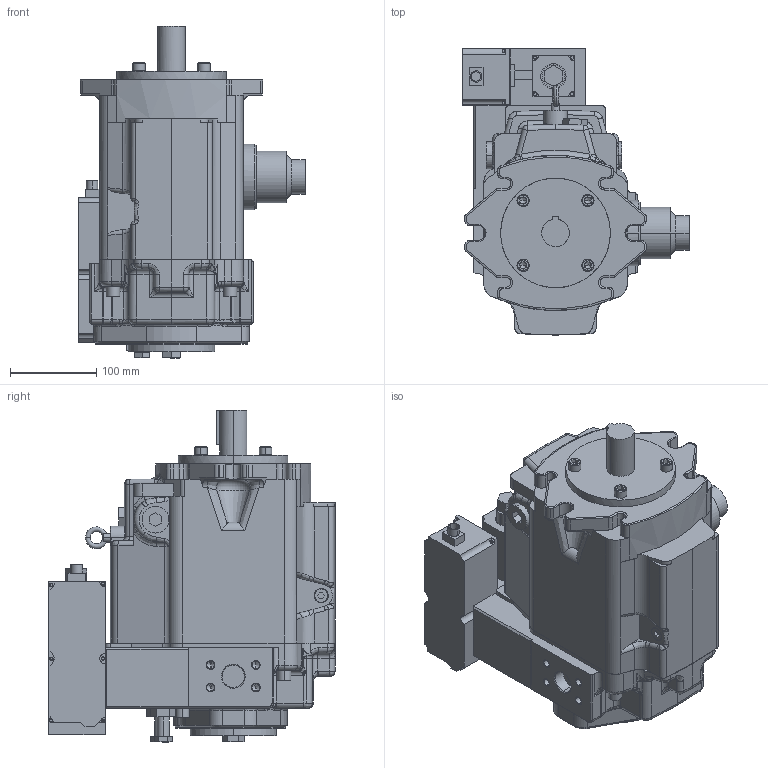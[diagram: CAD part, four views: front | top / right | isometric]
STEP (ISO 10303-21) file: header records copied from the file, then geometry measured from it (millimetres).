
FILE_DESCRIPTION (( 'STEP AP203' ), '1' );
FILE_NAME ('A70_FR04EH_LS_ASSY.STEP', '2022-02-25T03:38:05', ( '' ), ( '' ), 'SwSTEP 2.0', 'SolidWorks 2019', '' );
FILE_SCHEMA (( 'CONFIG_CONTROL_DESIGN' ));
Products named in the file (3): Prop valve -(OBE)-A70A90A145; A70-FR04E-60; A70_FR04EH_LS_ASSY
Assembly tree (2 placements, depth 2):
  A70_FR04EH_LS_ASSY
    A70-FR04E-60
    Prop valve -(OBE)-A70A90A145
Bounding box: 262.5 x 331.5 x 384.65 mm (x, y, z)
Volume: 1276339.2 mm3; surface area: 695052 mm2
Topology: 2 solids, 25 shells, 1461 faces, 3507 edges, 2114 vertices
Faces by surface type: plane 645, cylinder 439, cone 187, bspline 112, torus 63, sphere 15
Entity records: 63715 total; most frequent: CARTESIAN_POINT 34378, ORIENTED_EDGE 6827, DIRECTION 4490, EDGE_CURVE 3415, VERTEX_POINT 2114, B_SPLINE_CURVE_WITH_KNOTS 2005, AXIS2_PLACEMENT_3D 1763, EDGE_LOOP 1592
